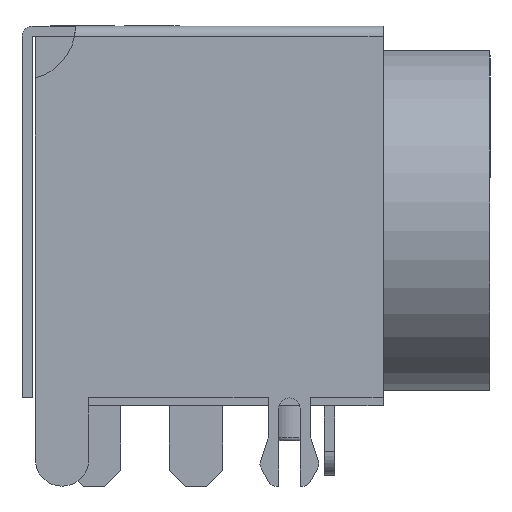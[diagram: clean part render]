
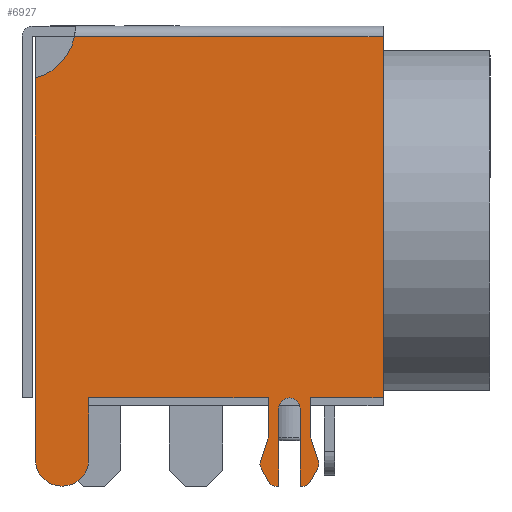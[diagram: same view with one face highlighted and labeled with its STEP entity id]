
A CAD part, left-side view. The second image highlights one B-rep face of the part: STEP entity #6927.
In plain terms, the highlighted face is planar.
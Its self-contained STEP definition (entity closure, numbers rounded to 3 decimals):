
#432=PLANE('',#7409);
#847=LINE('',#10191,#1544);
#854=LINE('',#10205,#1551);
#862=LINE('',#10223,#1559);
#863=LINE('',#10237,#1560);
#864=LINE('',#10243,#1561);
#865=LINE('',#10245,#1562);
#866=LINE('',#10247,#1563);
#867=LINE('',#10251,#1564);
#868=LINE('',#10255,#1565);
#869=LINE('',#10257,#1566);
#870=LINE('',#10261,#1567);
#871=LINE('',#10263,#1568);
#872=LINE('',#10266,#1569);
#873=LINE('',#10268,#1570);
#874=LINE('',#10269,#1571);
#875=LINE('',#10270,#1572);
#1544=VECTOR('',#8279,1.);
#1551=VECTOR('',#8288,1.);
#1559=VECTOR('',#8300,1.);
#1560=VECTOR('',#8303,1.);
#1561=VECTOR('',#8312,1.);
#1562=VECTOR('',#8313,1.);
#1563=VECTOR('',#8314,1.);
#1564=VECTOR('',#8317,1.);
#1565=VECTOR('',#8320,1.);
#1566=VECTOR('',#8321,1.);
#1567=VECTOR('',#8324,1.);
#1568=VECTOR('',#8325,1.);
#1569=VECTOR('',#8328,1.);
#1570=VECTOR('',#8329,1.);
#1571=VECTOR('',#8330,1.);
#1572=VECTOR('',#8331,1.);
#2118=FACE_OUTER_BOUND('',#2517,.T.);
#2517=EDGE_LOOP('',(#5110,#5111,#5112,#5113,#5114,#5115,#5116,#5117,#5118,
#5119,#5120,#5121,#5122,#5123,#5124,#5125,#5126,#5127,#5128,#5129,#5130,
#5131,#5132));
#2845=CIRCLE('',#7367,0.3);
#2849=CIRCLE('',#7410,2.);
#2850=CIRCLE('',#7411,1.);
#2851=CIRCLE('',#7412,0.3);
#2852=CIRCLE('',#7413,0.3);
#2853=CIRCLE('',#7414,0.4);
#2854=CIRCLE('',#7415,0.3);
#3014=VERTEX_POINT('',#9682);
#3015=VERTEX_POINT('',#9684);
#3195=VERTEX_POINT('',#10189);
#3196=VERTEX_POINT('',#10190);
#3200=VERTEX_POINT('',#10199);
#3202=VERTEX_POINT('',#10203);
#3208=VERTEX_POINT('',#10217);
#3210=VERTEX_POINT('',#10221);
#3211=VERTEX_POINT('',#10225);
#3212=VERTEX_POINT('',#10236);
#3213=VERTEX_POINT('',#10241);
#3214=VERTEX_POINT('',#10244);
#3215=VERTEX_POINT('',#10246);
#3216=VERTEX_POINT('',#10248);
#3217=VERTEX_POINT('',#10250);
#3218=VERTEX_POINT('',#10252);
#3219=VERTEX_POINT('',#10254);
#3220=VERTEX_POINT('',#10256);
#3221=VERTEX_POINT('',#10258);
#3222=VERTEX_POINT('',#10260);
#3223=VERTEX_POINT('',#10262);
#3224=VERTEX_POINT('',#10264);
#3225=VERTEX_POINT('',#10267);
#3731=EDGE_CURVE('',#3014,#3015,#2845,.T.);
#3912=EDGE_CURVE('',#3195,#3196,#847,.T.);
#3919=EDGE_CURVE('',#3200,#3202,#854,.T.);
#3927=EDGE_CURVE('',#3208,#3210,#862,.T.);
#3929=EDGE_CURVE('',#3212,#3211,#863,.T.);
#3931=EDGE_CURVE('',#3211,#3208,#2849,.T.);
#3932=EDGE_CURVE('',#3213,#3210,#2850,.T.);
#3933=EDGE_CURVE('',#3213,#3195,#864,.T.);
#3934=EDGE_CURVE('',#3196,#3214,#865,.T.);
#3935=EDGE_CURVE('',#3214,#3215,#866,.T.);
#3936=EDGE_CURVE('',#3215,#3216,#2851,.T.);
#3937=EDGE_CURVE('',#3216,#3217,#867,.T.);
#3938=EDGE_CURVE('',#3218,#3217,#2852,.T.);
#3939=EDGE_CURVE('',#3218,#3219,#868,.T.);
#3940=EDGE_CURVE('',#3219,#3220,#869,.T.);
#3941=EDGE_CURVE('',#3220,#3221,#2853,.T.);
#3942=EDGE_CURVE('',#3222,#3221,#870,.T.);
#3943=EDGE_CURVE('',#3223,#3222,#871,.T.);
#3944=EDGE_CURVE('',#3224,#3223,#2854,.T.);
#3945=EDGE_CURVE('',#3015,#3224,#872,.T.);
#3946=EDGE_CURVE('',#3225,#3014,#873,.T.);
#3947=EDGE_CURVE('',#3200,#3225,#874,.T.);
#3948=EDGE_CURVE('',#3212,#3202,#875,.T.);
#5110=ORIENTED_EDGE('',*,*,#3929,.T.);
#5111=ORIENTED_EDGE('',*,*,#3931,.T.);
#5112=ORIENTED_EDGE('',*,*,#3927,.T.);
#5113=ORIENTED_EDGE('',*,*,#3932,.F.);
#5114=ORIENTED_EDGE('',*,*,#3933,.T.);
#5115=ORIENTED_EDGE('',*,*,#3912,.T.);
#5116=ORIENTED_EDGE('',*,*,#3934,.T.);
#5117=ORIENTED_EDGE('',*,*,#3935,.T.);
#5118=ORIENTED_EDGE('',*,*,#3936,.T.);
#5119=ORIENTED_EDGE('',*,*,#3937,.T.);
#5120=ORIENTED_EDGE('',*,*,#3938,.F.);
#5121=ORIENTED_EDGE('',*,*,#3939,.T.);
#5122=ORIENTED_EDGE('',*,*,#3940,.T.);
#5123=ORIENTED_EDGE('',*,*,#3941,.T.);
#5124=ORIENTED_EDGE('',*,*,#3942,.F.);
#5125=ORIENTED_EDGE('',*,*,#3943,.F.);
#5126=ORIENTED_EDGE('',*,*,#3944,.F.);
#5127=ORIENTED_EDGE('',*,*,#3945,.F.);
#5128=ORIENTED_EDGE('',*,*,#3731,.F.);
#5129=ORIENTED_EDGE('',*,*,#3946,.F.);
#5130=ORIENTED_EDGE('',*,*,#3947,.F.);
#5131=ORIENTED_EDGE('',*,*,#3919,.T.);
#5132=ORIENTED_EDGE('',*,*,#3948,.F.);
#6927=ADVANCED_FACE('',(#2118),#432,.T.);
#7367=AXIS2_PLACEMENT_3D('',#9685,#8105,#8106);
#7409=AXIS2_PLACEMENT_3D('',#10239,#8306,#8307);
#7410=AXIS2_PLACEMENT_3D('',#10240,#8308,#8309);
#7411=AXIS2_PLACEMENT_3D('',#10242,#8310,#8311);
#7412=AXIS2_PLACEMENT_3D('',#10249,#8315,#8316);
#7413=AXIS2_PLACEMENT_3D('',#10253,#8318,#8319);
#7414=AXIS2_PLACEMENT_3D('',#10259,#8322,#8323);
#7415=AXIS2_PLACEMENT_3D('',#10265,#8326,#8327);
#8105=DIRECTION('center_axis',(0.,-1.,0.));
#8106=DIRECTION('ref_axis',(1.,0.,0.));
#8279=DIRECTION('',(-1.,0.,0.));
#8288=DIRECTION('',(-1.,0.,0.));
#8300=DIRECTION('',(0.,0.,-1.));
#8303=DIRECTION('',(1.,0.,0.));
#8306=DIRECTION('center_axis',(0.,1.,0.));
#8307=DIRECTION('ref_axis',(-1.,0.,0.));
#8308=DIRECTION('center_axis',(0.,-1.,0.));
#8309=DIRECTION('ref_axis',(1.,0.,0.));
#8310=DIRECTION('center_axis',(0.,-1.,0.));
#8311=DIRECTION('ref_axis',(1.,0.,0.));
#8312=DIRECTION('',(0.,0.,1.));
#8313=DIRECTION('',(0.,0.,-1.));
#8314=DIRECTION('',(0.309,0.,-0.951));
#8315=DIRECTION('center_axis',(0.,1.,0.));
#8316=DIRECTION('ref_axis',(1.,0.,0.));
#8317=DIRECTION('',(-0.5,0.,-0.866));
#8318=DIRECTION('center_axis',(0.,-1.,0.));
#8319=DIRECTION('ref_axis',(1.,0.,0.));
#8320=DIRECTION('',(-1.,0.,0.));
#8321=DIRECTION('',(0.,0.,1.));
#8322=DIRECTION('center_axis',(0.,-1.,0.));
#8323=DIRECTION('ref_axis',(1.,0.,0.));
#8324=DIRECTION('',(0.,0.,1.));
#8325=DIRECTION('',(1.,0.,0.));
#8326=DIRECTION('center_axis',(0.,-1.,0.));
#8327=DIRECTION('ref_axis',(1.,0.,0.));
#8328=DIRECTION('',(0.5,0.,-0.866));
#8329=DIRECTION('',(-0.309,0.,-0.951));
#8330=DIRECTION('',(0.,0.,-1.));
#8331=DIRECTION('',(0.,0.,-1.));
#9682=CARTESIAN_POINT('',(-4.572,7.915,-2.083));
#9684=CARTESIAN_POINT('',(-4.546,7.915,-2.326));
#9685=CARTESIAN_POINT('Origin',(-4.287,7.915,-2.176));
#10189=CARTESIAN_POINT('',(4.015,7.915,0.3));
#10190=CARTESIAN_POINT('',(-2.685,7.915,0.3));
#10191=CARTESIAN_POINT('',(6.015,7.915,0.3));
#10199=CARTESIAN_POINT('',(-4.285,7.915,0.3));
#10203=CARTESIAN_POINT('',(-6.985,7.915,0.3));
#10205=CARTESIAN_POINT('',(6.015,7.915,0.3));
#10217=CARTESIAN_POINT('',(6.015,7.915,12.264));
#10221=CARTESIAN_POINT('',(6.015,7.915,-2.));
#10223=CARTESIAN_POINT('',(6.015,7.915,13.8));
#10225=CARTESIAN_POINT('',(4.555,7.915,13.8));
#10236=CARTESIAN_POINT('',(-6.985,7.915,13.8));
#10237=CARTESIAN_POINT('',(6.015,7.915,13.8));
#10239=CARTESIAN_POINT('Origin',(6.015,7.915,13.8));
#10240=CARTESIAN_POINT('Origin',(6.515,7.915,14.2));
#10241=CARTESIAN_POINT('',(4.015,7.915,-2.));
#10242=CARTESIAN_POINT('Origin',(5.015,7.915,-2.));
#10243=CARTESIAN_POINT('',(4.015,7.915,6.9));
#10244=CARTESIAN_POINT('',(-2.685,7.915,-1.2));
#10245=CARTESIAN_POINT('',(-2.685,7.915,6.9));
#10246=CARTESIAN_POINT('',(-2.398,7.915,-2.083));
#10247=CARTESIAN_POINT('',(-4.235,7.915,3.57));
#10248=CARTESIAN_POINT('',(-2.424,7.915,-2.326));
#10249=CARTESIAN_POINT('Origin',(-2.683,7.915,-2.176));
#10250=CARTESIAN_POINT('',(-2.726,7.915,-2.85));
#10251=CARTESIAN_POINT('',(3.681,7.915,8.248));
#10252=CARTESIAN_POINT('',(-2.986,7.915,-3.));
#10253=CARTESIAN_POINT('Origin',(-2.986,7.915,-2.7));
#10254=CARTESIAN_POINT('',(-3.085,7.915,-3.));
#10255=CARTESIAN_POINT('',(6.015,7.915,-3.));
#10256=CARTESIAN_POINT('',(-3.085,7.915,-0.1));
#10257=CARTESIAN_POINT('',(-3.085,7.915,6.9));
#10258=CARTESIAN_POINT('',(-3.885,7.915,-0.1));
#10259=CARTESIAN_POINT('Origin',(-3.485,7.915,-0.1));
#10260=CARTESIAN_POINT('',(-3.885,7.915,-3.));
#10261=CARTESIAN_POINT('',(-3.885,7.915,6.9));
#10262=CARTESIAN_POINT('',(-3.984,7.915,-3.));
#10263=CARTESIAN_POINT('',(6.015,7.915,-3.));
#10264=CARTESIAN_POINT('',(-4.244,7.915,-2.85));
#10265=CARTESIAN_POINT('Origin',(-3.984,7.915,-2.7));
#10266=CARTESIAN_POINT('',(-5.901,7.915,0.02));
#10267=CARTESIAN_POINT('',(-4.285,7.915,-1.2));
#10268=CARTESIAN_POINT('',(-0.921,7.915,9.154));
#10269=CARTESIAN_POINT('',(-4.285,7.915,6.9));
#10270=CARTESIAN_POINT('',(-6.985,7.915,13.8));
